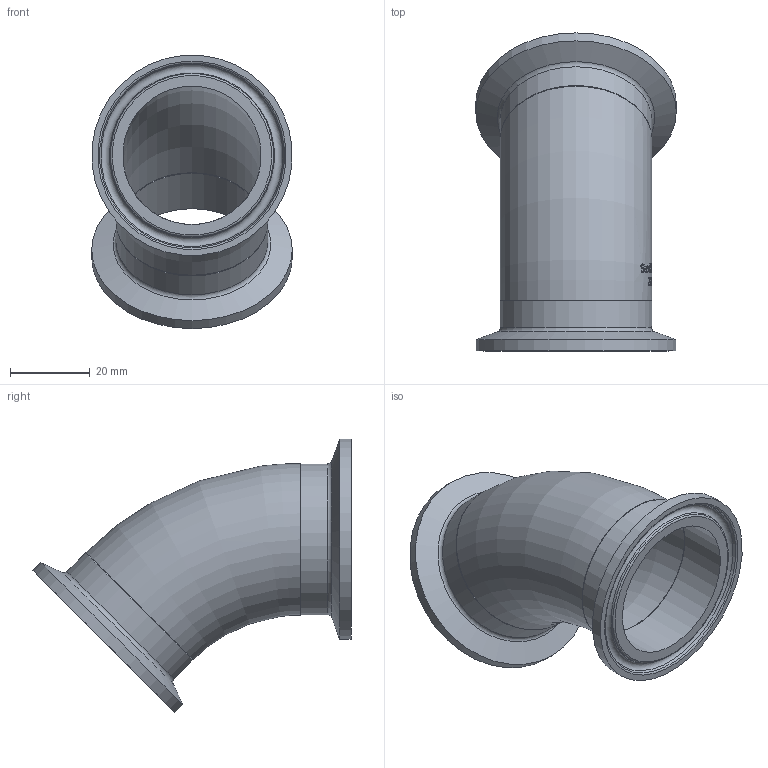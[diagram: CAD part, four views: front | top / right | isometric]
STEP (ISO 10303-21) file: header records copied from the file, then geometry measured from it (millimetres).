
FILE_DESCRIPTION(/* description */ (''),/* implementation_level */ '2;1');
FILE_NAME(/* name */ '2KMP-1.5.stp',/* time_stamp */ '2019-01-23T09:47:24-05:00',/* author */ ('rick'),/* organization */ (''),/* preprocessor_version */ 'ST-DEVELOPER v15.2',/* originating_system */ 'Autodesk Inventor 2014',/* authorisation */ '');
FILE_SCHEMA (('AUTOMOTIVE_DESIGN { 1 0 10303 214 3 1 1 }'));
Length unit declared in the file: inch
Products named in the file (1): 2KMP-1.5
Bounding box: 50.39 x 79.91 x 68.64 mm (x, y, z)
Volume: 19052.3 mm3; surface area: 20187 mm2
Topology: 1 solids, 1 shells, 361 faces, 948 edges, 626 vertices
Faces by surface type: bspline 152, plane 152, torus 45, cylinder 6, cone 6
Full cylindrical faces by diameter (mm): 34.798 x2, 38.1 x2, 50.394 x2
Entity records: 14047 total; most frequent: CARTESIAN_POINT 6748, ORIENTED_EDGE 1844, EDGE_CURVE 922, DIRECTION 784, VERTEX_POINT 626, B_SPLINE_CURVE_WITH_KNOTS 592, EDGE_LOOP 426, ADVANCED_FACE 361
